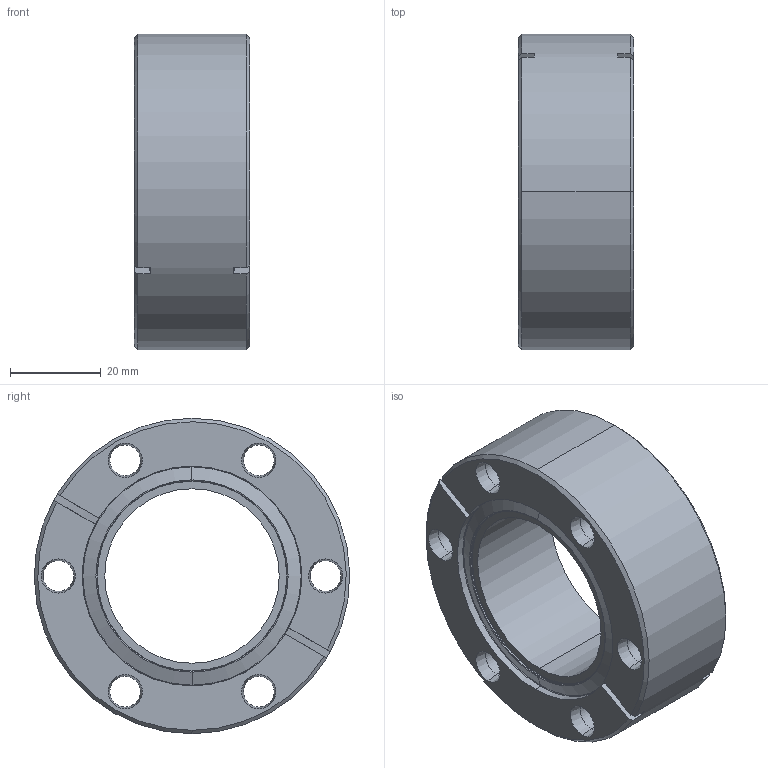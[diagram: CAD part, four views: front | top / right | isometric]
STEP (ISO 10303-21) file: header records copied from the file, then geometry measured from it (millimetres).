
FILE_DESCRIPTION (( 'STEP AP203' ), '1' );
FILE_NAME ('140014_A.STEP', '2024-03-26T09:32:44', ( '' ), ( '' ), 'SwSTEP 2.0', 'SolidWorks 2022', '' );
FILE_SCHEMA (( 'CONFIG_CONTROL_DESIGN' ));
Length unit declared in the file: inch
Products named in the file (1): 140014_A
Bounding box: 25.4 x 69.33 x 69.34 mm (x, y, z)
Volume: 58965.4 mm3; surface area: 16973.4 mm2
Topology: 1 solids, 1 shells, 88 faces, 212 edges, 126 vertices
Faces by surface type: cone 34, cylinder 28, plane 14, torus 12
Entity records: 2689 total; most frequent: DIRECTION 492, CARTESIAN_POINT 475, ORIENTED_EDGE 424, EDGE_CURVE 212, AXIS2_PLACEMENT_3D 207, VERTEX_POINT 126, CIRCLE 118, EDGE_LOOP 102
